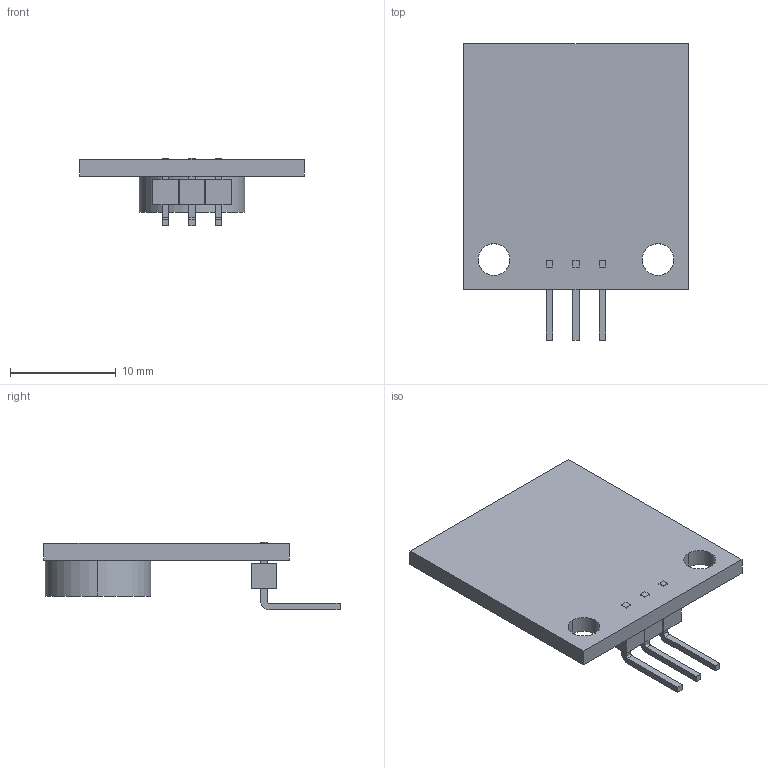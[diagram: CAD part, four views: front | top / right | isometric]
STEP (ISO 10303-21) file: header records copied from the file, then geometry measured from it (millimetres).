
FILE_DESCRIPTION((''),'2;1');
FILE_NAME('VIBRATION_MOTOR_PCB_ASM','2021-01-21T',('TL'),(''),'CREO PARAMETRIC BY PTC INC, 2014440','CREO PARAMETRIC BY PTC INC, 2014440','');
FILE_SCHEMA(('AUTOMOTIVE_DESIGN { 1 0 10303 214 1 1 1 1 }'));
Length unit declared in the file: millimetre
Products named in the file (6): VIBRATION_MOTOR_PCB; PRT0002; PRT0003; Z_ASM; MOTOR; VIBRATION_MOTOR_PCB_ASM
Assembly tree (7 placements, depth 3):
  VIBRATION_MOTOR_PCB_ASM
    VIBRATION_MOTOR_PCB
    Z_ASM  x3
      PRT0002
      PRT0003
    MOTOR
Bounding box: 21.2 x 28 x 6.4 mm (x, y, z)
Volume: 1084.5 mm3; surface area: 1609.1 mm2
Topology: 8 solids, 8 shells, 211 faces, 558 edges, 372 vertices
Faces by surface type: plane 118, extrusion 81, cylinder 12
Entity records: 7480 total; most frequent: CARTESIAN_POINT 1614, ORIENTED_EDGE 924, DIRECTION 607, PRESENTATION_STYLE_ASSIGNMENT 474, STYLED_ITEM 466, CURVE_STYLE 462, EDGE_CURVE 462, VECTOR 365
